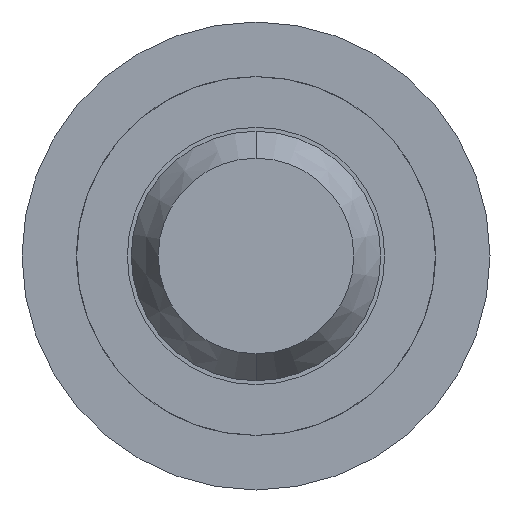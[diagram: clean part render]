
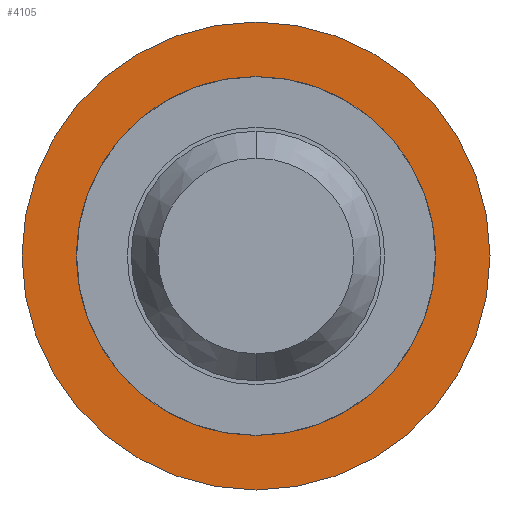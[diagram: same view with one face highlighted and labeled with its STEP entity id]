
A CAD part, front view. The second image highlights one B-rep face of the part: STEP entity #4105.
In plain terms, the highlighted planar face has unit normal (0, -1, 0).
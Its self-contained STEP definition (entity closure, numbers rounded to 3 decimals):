
#405 = ORIENTED_EDGE ( 'NONE', *, *, #2371, .T. ) ;
#717 = DIRECTION ( 'NONE',  ( 0., 0., 1. ) ) ;
#933 = EDGE_CURVE ( 'Defeature ausgef�hrt3_24+Defeature ausgef�hrt3_23+Defeature ausgef�hrt3_23+Defeature ausgef�hrt3_23', #4768, #2976, #3170, .T. ) ;
#1079 = DIRECTION ( 'NONE',  ( 0., 1., 0. ) ) ;
#1095 = CARTESIAN_POINT ( 'NONE',  ( 0., 5.3, -1.5 ) ) ;
#1144 = CIRCLE ( 'NONE', #4409, 1.5 ) ;
#1399 = CARTESIAN_POINT ( 'NONE',  ( 0., 5.3, 0. ) ) ;
#1484 = DIRECTION ( 'NONE',  ( 0., 0., 1. ) ) ;
#1486 = VERTEX_POINT ( 'NONE', #1568 ) ;
#1528 = FACE_BOUND ( 'NONE', #3752, .T. ) ;
#1533 = AXIS2_PLACEMENT_3D ( 'NONE', #1399, #1079, #717 ) ;
#1568 = CARTESIAN_POINT ( 'NONE',  ( 0., 5.3, -0.5 ) ) ;
#1627 = AXIS2_PLACEMENT_3D ( 'NONE', #1095, #4023, #3689 ) ;
#1968 = CARTESIAN_POINT ( 'NONE',  ( 0., 5.3, 1.5 ) ) ;
#1974 = DIRECTION ( 'NONE',  ( 0., 1., 0. ) ) ;
#2164 = EDGE_CURVE ( 'Defeature ausgef�hrt3_23+Defeature ausgef�hrt3_22+Defeature ausgef�hrt3_22+Defeature ausgef�hrt3_22', #3200, #1486, #4628, .T. ) ;
#2326 = ORIENTED_EDGE ( 'NONE', *, *, #2164, .T. ) ;
#2332 = EDGE_LOOP ( 'NONE', ( #3399, #4156 ) ) ;
#2371 = EDGE_CURVE ( 'Defeature ausgef�hrt3_23+Defeature ausgef�hrt3_22+Defeature ausgef�hrt3_22+Defeature ausgef�hrt3_22', #1486, #3200, #2418, .T. ) ;
#2399 = EDGE_CURVE ( 'Defeature ausgef�hrt3_24+Defeature ausgef�hrt3_23+Defeature ausgef�hrt3_23+Defeature ausgef�hrt3_23', #2976, #4768, #1144, .T. ) ;
#2418 = CIRCLE ( 'NONE', #4168, 0.5 ) ;
#2597 = CARTESIAN_POINT ( 'NONE',  ( 0., 5.3, -1.5 ) ) ;
#2823 = AXIS2_PLACEMENT_3D ( 'NONE', #4144, #3762, #1484 ) ;
#2873 = FACE_OUTER_BOUND ( 'NONE', #2332, .T. ) ;
#2976 = VERTEX_POINT ( 'NONE', #2597 ) ;
#3170 = CIRCLE ( 'NONE', #1533, 1.5 ) ;
#3200 = VERTEX_POINT ( 'NONE', #3540 ) ;
#3399 = ORIENTED_EDGE ( 'NONE', *, *, #933, .F. ) ;
#3445 = DIRECTION ( 'NONE',  ( 0., 0., 1. ) ) ;
#3540 = CARTESIAN_POINT ( 'NONE',  ( 0., 5.3, 0.5 ) ) ;
#3689 = DIRECTION ( 'NONE',  ( 0., 0., 1. ) ) ;
#3752 = EDGE_LOOP ( 'NONE', ( #2326, #405 ) ) ;
#3762 = DIRECTION ( 'NONE',  ( 0., 1., 0. ) ) ;
#4023 = DIRECTION ( 'NONE',  ( 0., 1., 0. ) ) ;
#4084 = PLANE ( 'NONE',  #1627 ) ;
#4105 = ADVANCED_FACE ( 'Defeature ausgef�hrt3_23', ( #2873, #1528 ), #4084, .F. ) ;
#4144 = CARTESIAN_POINT ( 'NONE',  ( 0., 5.3, 0. ) ) ;
#4156 = ORIENTED_EDGE ( 'NONE', *, *, #2399, .F. ) ;
#4162 = CARTESIAN_POINT ( 'NONE',  ( 0., 5.3, 0. ) ) ;
#4168 = AXIS2_PLACEMENT_3D ( 'NONE', #4226, #4210, #3445 ) ;
#4193 = DIRECTION ( 'NONE',  ( 0., 0., 1. ) ) ;
#4210 = DIRECTION ( 'NONE',  ( 0., 1., 0. ) ) ;
#4226 = CARTESIAN_POINT ( 'NONE',  ( 0., 5.3, 0. ) ) ;
#4409 = AXIS2_PLACEMENT_3D ( 'NONE', #4162, #1974, #4193 ) ;
#4628 = CIRCLE ( 'NONE', #2823, 0.5 ) ;
#4768 = VERTEX_POINT ( 'NONE', #1968 ) ;
